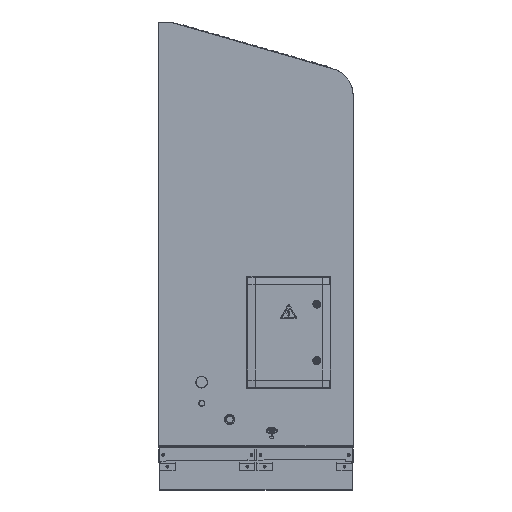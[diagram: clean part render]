
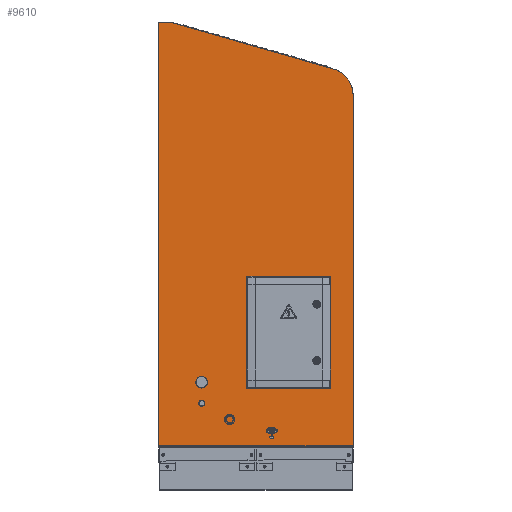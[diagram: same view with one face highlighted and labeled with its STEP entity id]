
A CAD part, left-side view. The second image highlights one B-rep face of the part: STEP entity #9610.
In plain terms, the highlighted planar face has unit normal (-1, 0, 0).
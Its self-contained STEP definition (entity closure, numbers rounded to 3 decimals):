
#9610=ADVANCED_FACE('',(#16725),#14124,.F.);
#14124=PLANE('',#89180);
#16725=FACE_OUTER_BOUND('',#21865,.T.);
#21865=EDGE_LOOP('',(#31793,#31794,#31795,#31796,#31797,#31798));
#31793=ORIENTED_EDGE('',*,*,#61501,.F.);
#31794=ORIENTED_EDGE('',*,*,#61506,.F.);
#31795=ORIENTED_EDGE('',*,*,#61471,.F.);
#31796=ORIENTED_EDGE('',*,*,#61515,.F.);
#31797=ORIENTED_EDGE('',*,*,#61517,.F.);
#31798=ORIENTED_EDGE('',*,*,#61458,.F.);
#52794=VERTEX_POINT('',#131150);
#52795=VERTEX_POINT('',#131151);
#52807=VERTEX_POINT('',#131176);
#52808=VERTEX_POINT('',#131178);
#52837=VERTEX_POINT('',#131237);
#52845=VERTEX_POINT('',#131262);
#61458=EDGE_CURVE('',#52794,#52795,#72376,.T.);
#61471=EDGE_CURVE('',#52807,#52808,#72389,.T.);
#61501=EDGE_CURVE('',#52837,#52794,#72419,.T.);
#61506=EDGE_CURVE('',#52808,#52837,#83709,.T.);
#61515=EDGE_CURVE('',#52845,#52807,#72429,.T.);
#61517=EDGE_CURVE('',#52795,#52845,#72431,.T.);
#72376=LINE('',#131149,#78075);
#72389=LINE('',#131177,#78088);
#72419=LINE('',#131238,#78118);
#72429=LINE('',#131263,#78128);
#72431=LINE('',#131266,#78130);
#78075=VECTOR('',#102047,1.);
#78088=VECTOR('',#102062,1.);
#78118=VECTOR('',#102094,1.);
#78128=VECTOR('',#102118,1.);
#78130=VECTOR('',#102122,1.);
#83709=CIRCLE('',#89177,99.5);
#89177=AXIS2_PLACEMENT_3D('',#131245,#102106,#102107);
#89180=AXIS2_PLACEMENT_3D('',#131267,#102123,#102124);
#102047=DIRECTION('',(0.,1.,0.));
#102062=DIRECTION('',(0.,-0.961,-0.276));
#102094=DIRECTION('',(0.,0.,-1.));
#102106=DIRECTION('',(1.,0.,0.));
#102107=DIRECTION('',(0.,0.,-1.));
#102118=DIRECTION('',(0.,-1.,0.));
#102122=DIRECTION('',(0.,0.,1.));
#102123=DIRECTION('',(1.,0.,0.));
#102124=DIRECTION('',(0.,0.,-1.));
#131149=CARTESIAN_POINT('',(0.,0.5,0.));
#131150=CARTESIAN_POINT('',(0.,0.5,0.));
#131151=CARTESIAN_POINT('',(0.,690.,0.));
#131176=CARTESIAN_POINT('',(0.,648.928,1503.));
#131177=CARTESIAN_POINT('',(0.,72.574,1337.733));
#131178=CARTESIAN_POINT('',(0.,72.574,1337.733));
#131237=CARTESIAN_POINT('',(0.,0.5,1242.088));
#131238=CARTESIAN_POINT('',(0.,0.5,1242.088));
#131245=CARTESIAN_POINT('',(0.,100.,1242.088));
#131262=CARTESIAN_POINT('',(0.,690.,1503.));
#131263=CARTESIAN_POINT('',(0.,100.,1503.));
#131266=CARTESIAN_POINT('',(0.,690.,0.));
#131267=CARTESIAN_POINT('',(0.,100.,1242.088));
